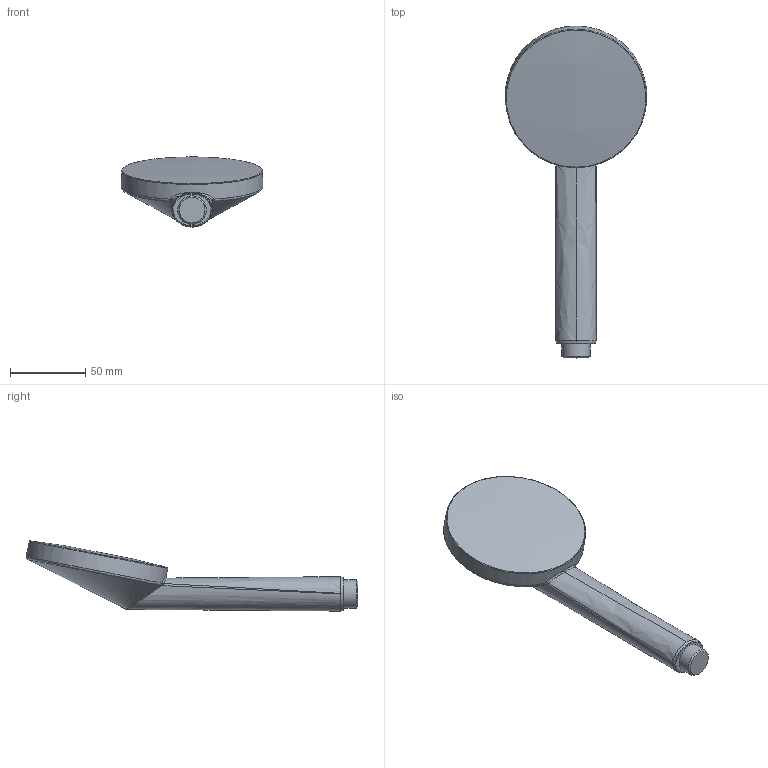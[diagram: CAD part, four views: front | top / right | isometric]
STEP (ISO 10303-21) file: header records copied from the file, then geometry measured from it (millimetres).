
FILE_DESCRIPTION (( 'STEP AP203' ), '1' );
FILE_NAME ('272021+65310100.STEP', '2017-03-09T05:47:58', ( '' ), ( '' ), 'SwSTEP 2.0', 'SolidWorks 2016', '' );
FILE_SCHEMA (( 'CONFIG_CONTROL_DESIGN' ));
Length unit declared in the file: millimetre
Products named in the file (1): 272021+65310100
Bounding box: 94.27 x 221.22 x 46.78 mm (x, y, z)
Volume: 202257.3 mm3; surface area: 28459.3 mm2
Topology: 1 solids, 1 shells, 38 faces, 87 edges, 52 vertices
Faces by surface type: bspline 31, cone 2, plane 2, torus 1, sphere 1, cylinder 1
Full cylindrical faces by diameter (mm): 19 x1
Entity records: 5787 total; most frequent: CARTESIAN_POINT 5137, ORIENTED_EDGE 162, EDGE_CURVE 81, B_SPLINE_CURVE_WITH_KNOTS 74, VERTEX_POINT 50, EDGE_LOOP 43, FACE_OUTER_BOUND 40, ADVANCED_FACE 38
